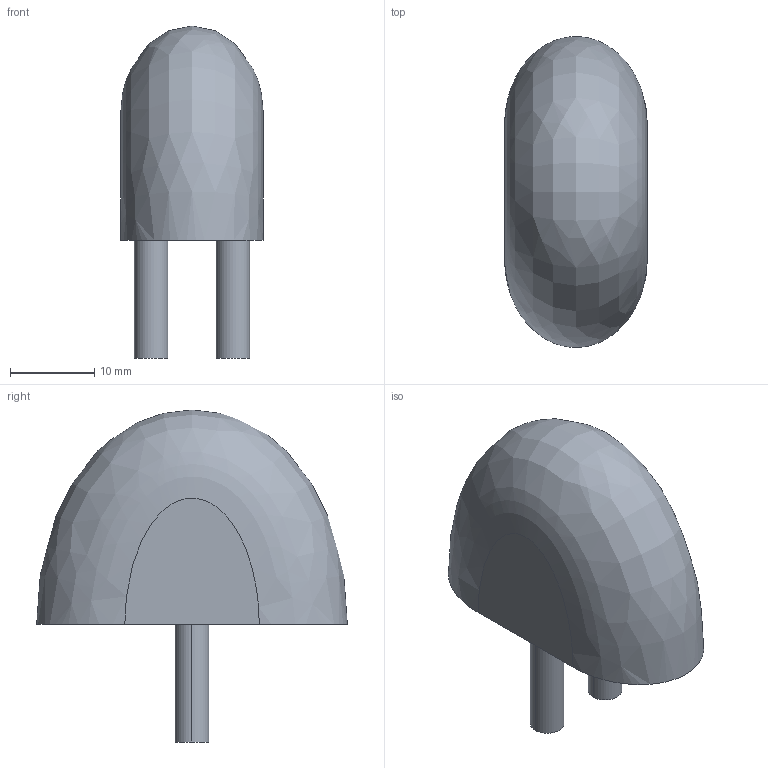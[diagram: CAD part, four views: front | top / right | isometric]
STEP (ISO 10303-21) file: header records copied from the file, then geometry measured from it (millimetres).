
FILE_DESCRIPTION (( 'STEP AP214' ), '1' );
FILE_NAME ('TMPT_2ndValveTube.STEP', '2015-02-01T17:16:31', ( '' ), ( '' ), 'SwSTEP 2.0', 'SolidWorks 2014', '' );
FILE_SCHEMA (( 'AUTOMOTIVE_DESIGN' ));
Length unit declared in the file: millimetre
Products named in the file (1): TMPT_2ndValveTube
Bounding box: 17 x 36.97 x 39.5 mm (x, y, z)
Volume: 7023.9 mm3; surface area: 4162.4 mm2
Topology: 1 solids, 1 shells, 16 faces, 32 edges, 20 vertices
Faces by surface type: bspline 7, plane 5, cylinder 4
Entity records: 655 total; most frequent: CARTESIAN_POINT 334, ORIENTED_EDGE 64, DIRECTION 50, EDGE_CURVE 32, AXIS2_PLACEMENT_3D 20, EDGE_LOOP 20, VERTEX_POINT 20, ADVANCED_FACE 16
